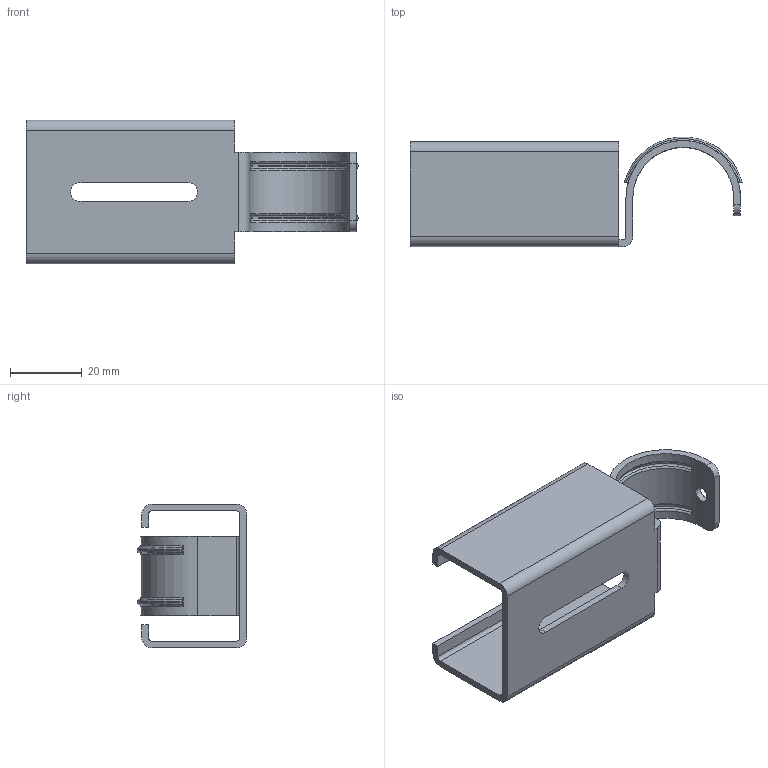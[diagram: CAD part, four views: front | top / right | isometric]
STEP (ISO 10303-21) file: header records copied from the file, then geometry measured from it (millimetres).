
FILE_DESCRIPTION(('FreeCAD Model'),'2;1');
FILE_NAME('Open CASCADE Shape Model','2024-03-20T11:39:26',(''),(''), 'Open CASCADE STEP processor 7.6','FreeCAD','Unknown');
FILE_SCHEMA(('AUTOMOTIVE_DESIGN { 1 0 10303 214 1 1 1 1 }'));
Length unit declared in the file: millimetre
Products named in the file (2): STI8-SRGAC; 062MYMD28M1
Assembly tree (1 placements, depth 2):
  STI8-SRGAC
    062MYMD28M1
Bounding box: 92.23 x 30.44 x 40 mm (x, y, z)
Volume: 13503.6 mm3; surface area: 15432.1 mm2
Topology: 1 solids, 1 shells, 69 faces, 193 edges, 128 vertices
Faces by surface type: plane 32, cylinder 21, torus 16
Full cylindrical faces by diameter (mm): 4.2 x1
Entity records: 4913 total; most frequent: CARTESIAN_POINT 887, DIRECTION 804, LINE 416, VECTOR 416, ORIENTED_EDGE 386, PCURVE 386, DEFINITIONAL_REPRESENTATION 386, EDGE_CURVE 193
